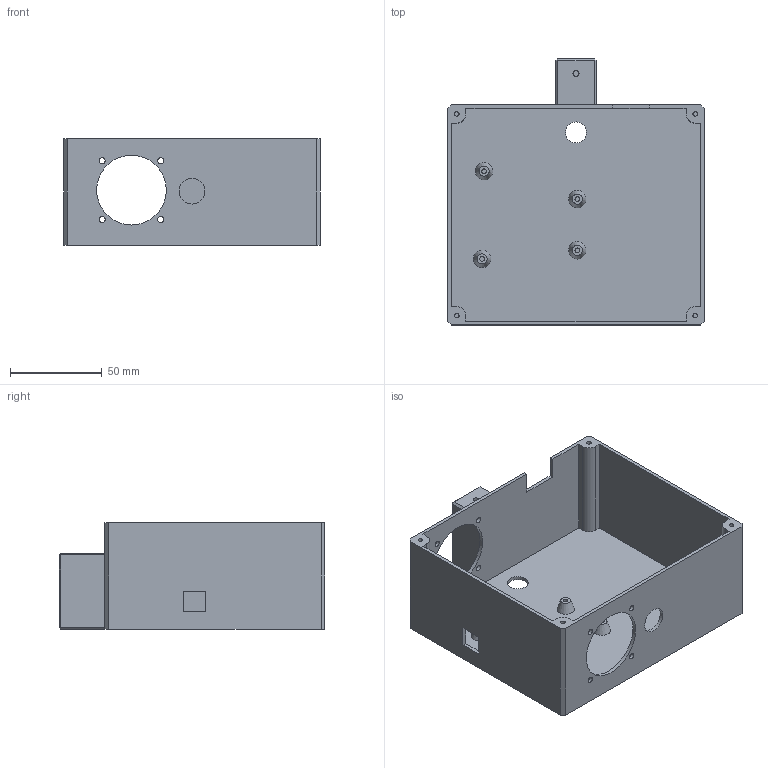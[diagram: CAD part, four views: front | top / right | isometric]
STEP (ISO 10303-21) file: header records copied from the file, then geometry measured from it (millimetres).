
FILE_DESCRIPTION(('FreeCAD Model'),'2;1');
FILE_NAME('Open CASCADE Shape Model','2024-11-13T08:41:50',(''),(''), 'Open CASCADE STEP processor 7.7','FreeCAD','Unknown');
FILE_SCHEMA(('AUTOMOTIVE_DESIGN { 1 0 10303 214 1 1 1 1 }'));
Length unit declared in the file: millimetre
Products named in the file (3): SJSeth_Arduino_Box; Box; Mount
Assembly tree (2 placements, depth 2):
  SJSeth_Arduino_Box
    Box
    Mount
Bounding box: 140 x 145 x 58 mm (x, y, z)
Volume: 105975.7 mm3; surface area: 94832.7 mm2
Topology: 2 solids, 2 shells, 101 faces, 235 edges, 150 vertices
Faces by surface type: plane 68, cylinder 29, cone 4
Full cylindrical faces by diameter (mm): 2.5 x8, 3.3 x9, 5.5 x4, 11.5 x1, 14 x1, 38 x2
Entity records: 2977 total; most frequent: DIRECTION 505, CARTESIAN_POINT 489, ORIENTED_EDGE 470, EDGE_CURVE 235, LINE 173, VECTOR 173, AXIS2_PLACEMENT_3D 166, VERTEX_POINT 150
